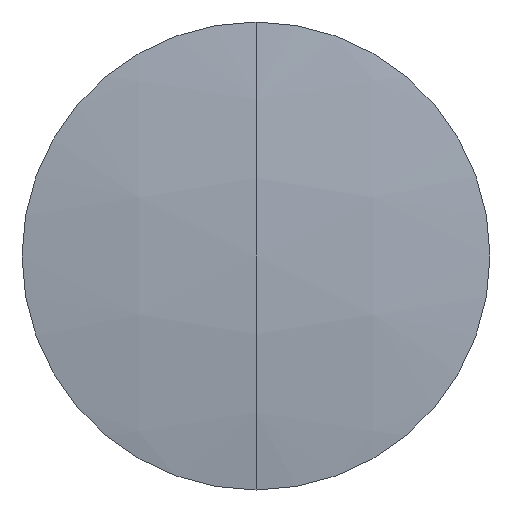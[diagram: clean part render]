
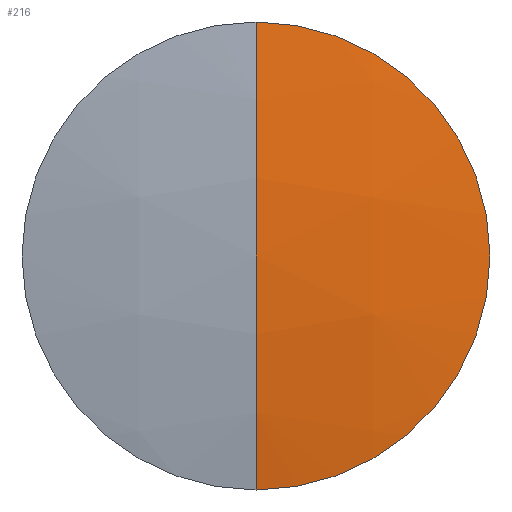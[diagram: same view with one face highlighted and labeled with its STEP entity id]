
A CAD part, left-side view. The second image highlights one B-rep face of the part: STEP entity #216.
In plain terms, the highlighted spherical face has radius 78.376 mm.
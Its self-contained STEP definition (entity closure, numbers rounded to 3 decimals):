
#4 = DIRECTION ( 'NONE',  ( 0., 0., 1. ) ) ;
#25 = ORIENTED_EDGE ( 'NONE', *, *, #244, .T. ) ;
#42 = DIRECTION ( 'NONE',  ( 0., 0., 1. ) ) ;
#57 = CARTESIAN_POINT ( 'NONE',  ( 148.484, 0., 0. ) ) ;
#91 = CIRCLE ( 'NONE', #309, 12.5 ) ;
#105 = CARTESIAN_POINT ( 'NONE',  ( 71.111, 0., 0. ) ) ;
#107 = EDGE_CURVE ( 'NONE', #335, #341, #91, .T. ) ;
#109 = CARTESIAN_POINT ( 'NONE',  ( 71.111, 0., -12.5 ) ) ;
#110 = EDGE_CURVE ( 'NONE', #335, #343, #220, .T. ) ;
#116 = EDGE_LOOP ( 'NONE', ( #176, #25, #139 ) ) ;
#128 = CARTESIAN_POINT ( 'NONE',  ( 148.484, 0., 0. ) ) ;
#132 = AXIS2_PLACEMENT_3D ( 'NONE', #199, #173, #290 ) ;
#139 = ORIENTED_EDGE ( 'NONE', *, *, #110, .F. ) ;
#147 = DIRECTION ( 'NONE',  ( -1., 0., 0. ) ) ;
#156 = SPHERICAL_SURFACE ( 'NONE', #331, 78.376 ) ;
#165 = CIRCLE ( 'NONE', #132, 78.376 ) ;
#173 = DIRECTION ( 'NONE',  ( 0., -1., 0. ) ) ;
#176 = ORIENTED_EDGE ( 'NONE', *, *, #107, .T. ) ;
#177 = CARTESIAN_POINT ( 'NONE',  ( 70.108, 0., 0. ) ) ;
#191 = DIRECTION ( 'NONE',  ( 0., 1., 0. ) ) ;
#199 = CARTESIAN_POINT ( 'NONE',  ( 148.484, 0., 0. ) ) ;
#216 = ADVANCED_FACE ( 'NONE', ( #217 ), #156, .T. ) ;
#217 = FACE_OUTER_BOUND ( 'NONE', #116, .T. ) ;
#220 = CIRCLE ( 'NONE', #249, 78.376 ) ;
#238 = DIRECTION ( 'NONE',  ( 0., -1., 0. ) ) ;
#244 = EDGE_CURVE ( 'NONE', #341, #343, #165, .T. ) ;
#249 = AXIS2_PLACEMENT_3D ( 'NONE', #57, #191, #4 ) ;
#281 = DIRECTION ( 'NONE',  ( 0., 0., -1. ) ) ;
#290 = DIRECTION ( 'NONE',  ( 0., 0., -1. ) ) ;
#300 = CARTESIAN_POINT ( 'NONE',  ( 71.111, 0., 12.5 ) ) ;
#309 = AXIS2_PLACEMENT_3D ( 'NONE', #105, #147, #42 ) ;
#331 = AXIS2_PLACEMENT_3D ( 'NONE', #128, #238, #281 ) ;
#335 = VERTEX_POINT ( 'NONE', #109 ) ;
#341 = VERTEX_POINT ( 'NONE', #300 ) ;
#343 = VERTEX_POINT ( 'NONE', #177 ) ;
